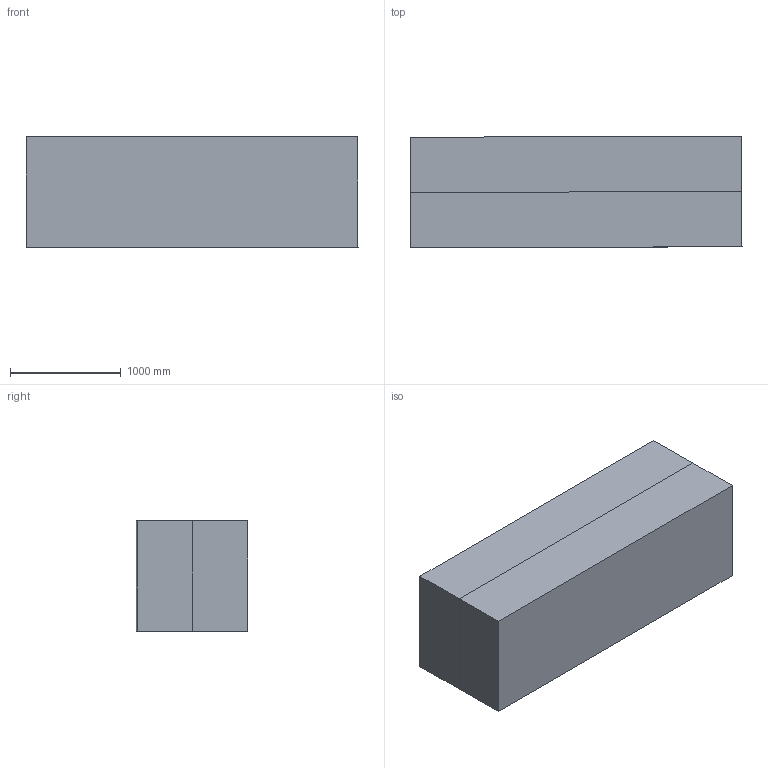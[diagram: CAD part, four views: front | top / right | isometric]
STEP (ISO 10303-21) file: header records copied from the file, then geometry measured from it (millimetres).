
FILE_DESCRIPTION (( 'STEP AP214' ), '1' );
FILE_NAME ('fullyFoiling.STEP', '2019-02-13T15:45:46', ( '' ), ( '' ), 'SwSTEP 2.0', 'SolidWorks 2018', '' );
FILE_SCHEMA (( 'AUTOMOTIVE_DESIGN' ));
Length unit declared in the file: inch
Products named in the file (5): wing1; TestBlock; Boat3-top; fullyFoiling
Assembly tree (5 placements, depth 2):
  fullyFoiling
    TestBlock  x2
    Boat3-top
    wing1
    wing1
Bounding box: 3003.28 x 1010.94 x 1001.59 mm (x, y, z)
Volume: 3001853987.6 mm3; surface area: 20184139.2 mm2
Topology: 5 solids, 5 shells, 46 faces, 106 edges, 72 vertices
Faces by surface type: plane 25, bspline 21
Entity records: 16279 total; most frequent: CARTESIAN_POINT 15335, ORIENTED_EDGE 188, EDGE_CURVE 94, DIRECTION 82, VERTEX_POINT 64, B_SPLINE_CURVE_WITH_KNOTS 59, EDGE_LOOP 42, ADVANCED_FACE 40
